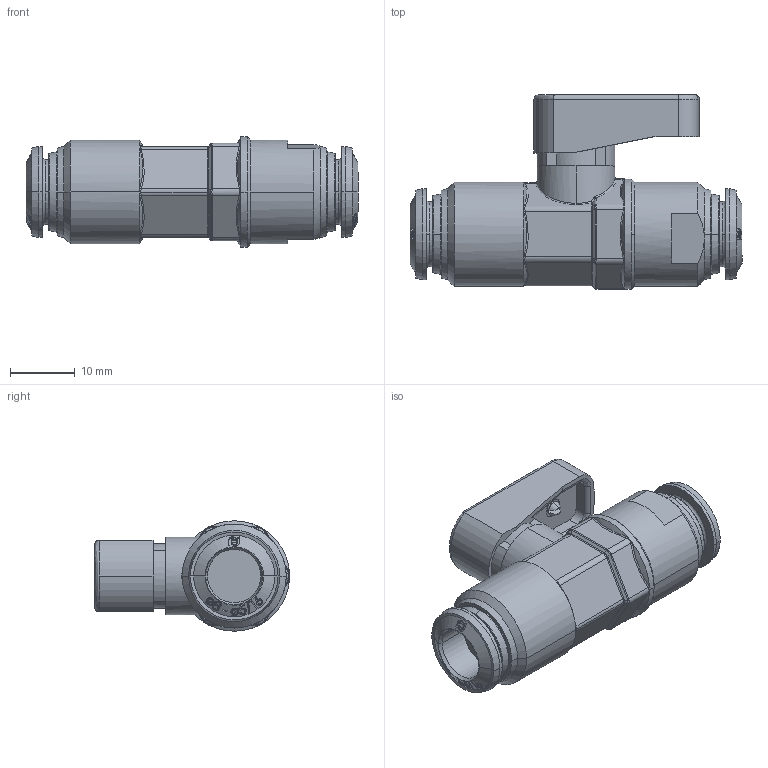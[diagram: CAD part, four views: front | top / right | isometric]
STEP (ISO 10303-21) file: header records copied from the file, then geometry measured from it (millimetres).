
FILE_DESCRIPTION(( 'MV.35V.08.08.STEP' ), '1');
FILE_NAME( 'MV.35V.08.08.STEP', '2018-10-05T10:48:31',( 'Sopra'),('sopra-pneumatic.com'), 'SwSTEP 2.0','SolidWorks 2009','' );
FILE_SCHEMA (( 'CONFIG_CONTROL_DESIGN' ));
Length unit declared in the file: millimetre
Products named in the file (1): MV.35V.08.08
Bounding box: 51.1 x 30 x 17 mm (x, y, z)
Volume: 10589.8 mm3; surface area: 5206.7 mm2
Topology: 2 solids, 11 shells, 779 faces, 1981 edges, 1280 vertices
Faces by surface type: bspline 369, plane 193, cylinder 121, cone 96
Entity records: 44962 total; most frequent: CARTESIAN_POINT 28637, ORIENTED_EDGE 3962, DIRECTION 2357, EDGE_CURVE 1981, VERTEX_POINT 1280, EDGE_LOOP 843, VECTOR 799, LINE 799
